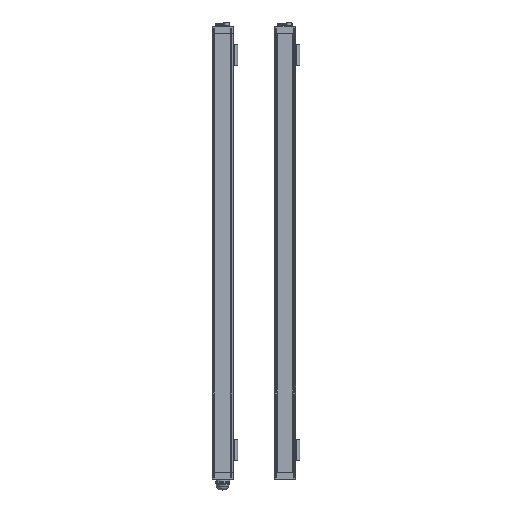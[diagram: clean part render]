
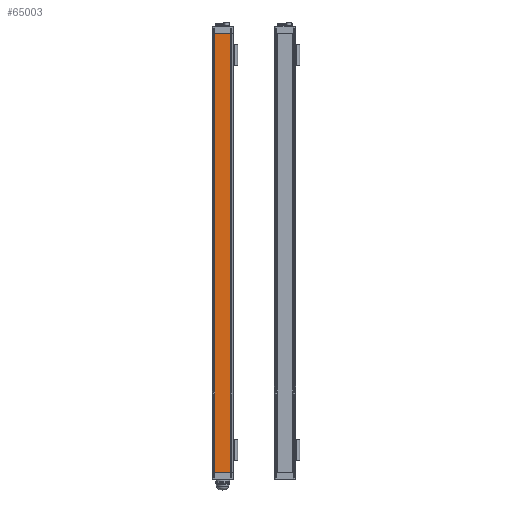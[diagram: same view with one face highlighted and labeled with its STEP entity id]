
A CAD part, top view. The second image highlights one B-rep face of the part: STEP entity #65003.
In plain terms, the highlighted planar face has unit normal (0, 0, 1).
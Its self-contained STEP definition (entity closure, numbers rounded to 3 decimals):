
#6657=LINE('',#133145,#12395);
#6659=LINE('',#133149,#12397);
#6665=LINE('',#133160,#12403);
#6666=LINE('',#133162,#12404);
#12395=VECTOR('',#91303,37.6);
#12397=VECTOR('',#91307,1038.5);
#12403=VECTOR('',#91317,1038.5);
#12404=VECTOR('',#91320,37.6);
#18665=FACE_OUTER_BOUND('',#22979,.T.);
#22979=EDGE_LOOP('',(#59112,#59113,#59114,#59115));
#32014=VERTEX_POINT('',#133142);
#32015=VERTEX_POINT('',#133144);
#32016=VERTEX_POINT('',#133148);
#32019=VERTEX_POINT('',#133158);
#41157=EDGE_CURVE('',#32014,#32015,#6657,.T.);
#41159=EDGE_CURVE('',#32016,#32015,#6659,.T.);
#41165=EDGE_CURVE('',#32014,#32019,#6665,.T.);
#41166=EDGE_CURVE('',#32016,#32019,#6666,.T.);
#59112=ORIENTED_EDGE('',*,*,#41165,.T.);
#59113=ORIENTED_EDGE('',*,*,#41166,.F.);
#59114=ORIENTED_EDGE('',*,*,#41159,.T.);
#59115=ORIENTED_EDGE('',*,*,#41157,.F.);
#61221=PLANE('',#71947);
#65003=ADVANCED_FACE('',(#18665),#61221,.T.);
#71947=AXIS2_PLACEMENT_3D('',#133161,#91318,#91319);
#91303=DIRECTION('',(-1.,0.,0.));
#91307=DIRECTION('',(0.,-1.,0.));
#91317=DIRECTION('',(0.,1.,0.));
#91318=DIRECTION('center_axis',(0.,0.,
1.));
#91319=DIRECTION('ref_axis',(1.,0.,0.));
#91320=DIRECTION('',(1.,0.,0.));
#133142=CARTESIAN_POINT('',(-256.666,-630.946,-307.536));
#133144=CARTESIAN_POINT('',(-294.266,-630.946,-307.536));
#133145=CARTESIAN_POINT('',(-256.666,-630.946,-307.536));
#133148=CARTESIAN_POINT('',(-294.266,407.554,-307.536));
#133149=CARTESIAN_POINT('',(-294.266,59.054,-307.536));
#133158=CARTESIAN_POINT('',(-256.666,407.554,-307.536));
#133160=CARTESIAN_POINT('',(-256.666,59.054,-307.536));
#133161=CARTESIAN_POINT('Origin',(-294.266,59.054,-307.536));
#133162=CARTESIAN_POINT('',(-294.266,407.554,-307.536));
